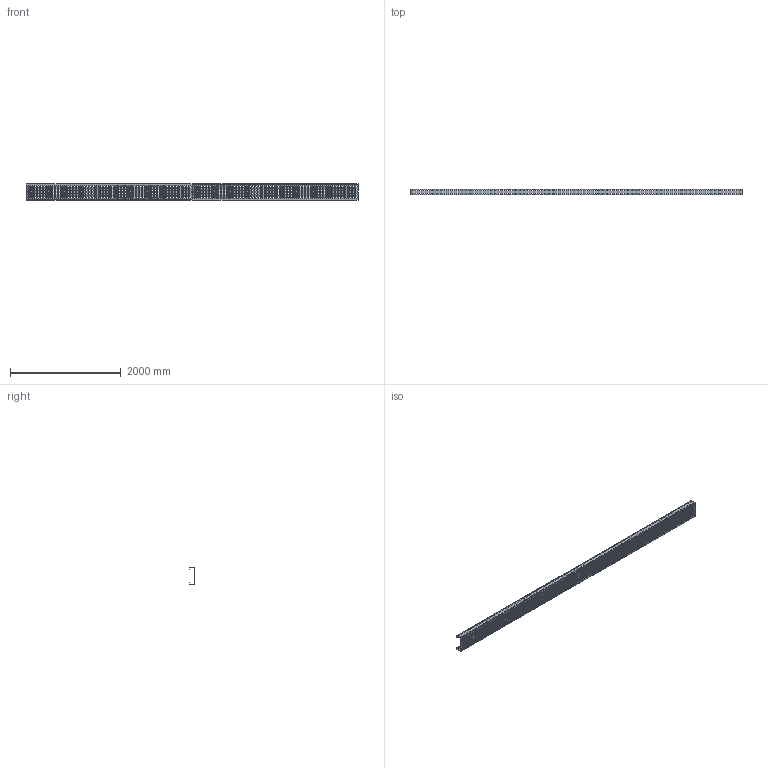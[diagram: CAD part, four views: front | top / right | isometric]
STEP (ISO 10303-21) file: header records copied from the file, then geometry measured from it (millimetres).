
FILE_DESCRIPTION((''),'2;1');
FILE_NAME('220031_ASM','2018-11-28T19:05:37',('tomasz.grudniewski'),(''),'CREO PARAMETRIC BY PTC INC, 2018260','CREO PARAMETRIC BY PTC INC, 2018260','');
FILE_SCHEMA(('CONFIG_CONTROL_DESIGN'));
Products named in the file (3): KSP_DSP_H100_6000_PRT; PASZCZ_300_30000_PRT; 220031_ASM
Assembly tree (4 placements, depth 2):
  220031_ASM
    KSP_DSP_H100_6000_PRT  x2
    PASZCZ_300_30000_PRT  x2
Bounding box: 6000 x 100 x 300 mm (x, y, z)
Volume: 4869254.5 mm3; surface area: 7322795.7 mm2
Topology: 4 solids, 4 shells, 10120 faces, 29488 edges, 19376 vertices
Faces by surface type: plane 5764, cylinder 4356
Entity records: 170640 total; most frequent: CARTESIAN_POINT 29499, ORIENTED_EDGE 29488, DIRECTION 29234, EDGE_CURVE 14744, VECTOR 10388, LINE 10388, VERTEX_POINT 9688, AXIS2_PLACEMENT_3D 9423
